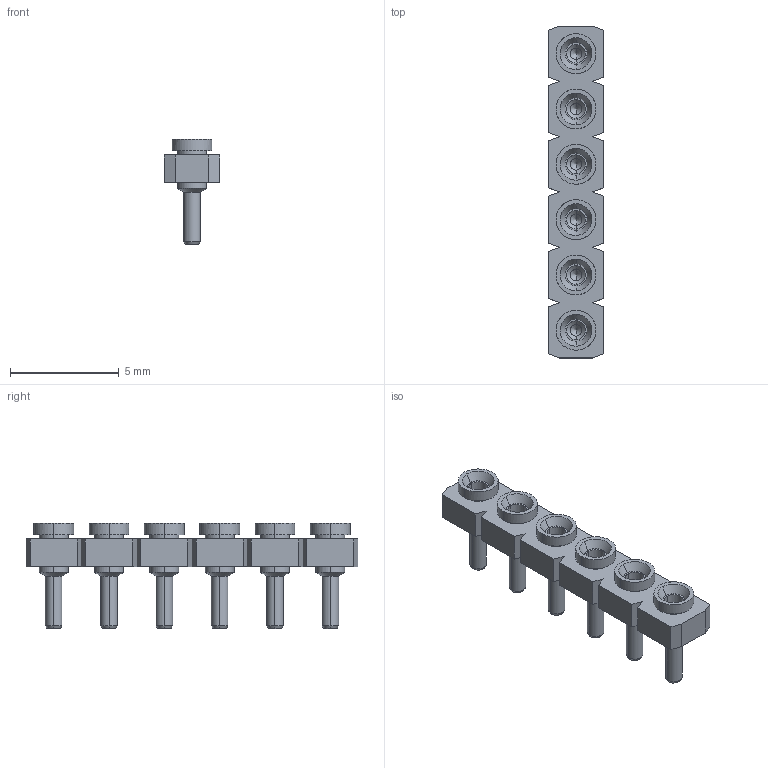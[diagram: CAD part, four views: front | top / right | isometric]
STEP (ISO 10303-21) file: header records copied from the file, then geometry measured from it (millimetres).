
FILE_DESCRIPTION(/* description */ (''),/* implementation_level */ '2;1');
FILE_NAME(/* name */ 'SL-106~1',/* time_stamp */ '2020-01-15T13:25:37+01:00',/* author */ (''),/* organization */ (''),/* preprocessor_version */ 'ST-DEVELOPER v15',/* originating_system */ '',/* authorisation */ '');
FILE_SCHEMA (('AUTOMOTIVE_DESIGN'));
Length unit declared in the file: millimetre
Products named in the file (1): Document
Bounding box: 2.54 x 15.24 x 4.83 mm (x, y, z)
Volume: 56.6 mm3; surface area: 327.5 mm2
Topology: 7 solids, 7 shells, 226 faces, 522 edges, 322 vertices
Faces by surface type: bspline 156, plane 70
Entity records: 6780 total; most frequent: CARTESIAN_POINT 3598, ORIENTED_EDGE 1020, EDGE_CURVE 510, VERTEX_POINT 322, B_SPLINE_CURVE_WITH_KNOTS 270, EDGE_LOOP 262, ADVANCED_FACE 226, FACE_OUTER_BOUND 226
